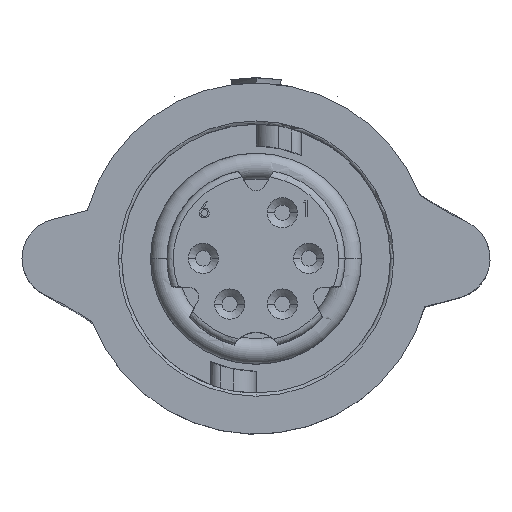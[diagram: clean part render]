
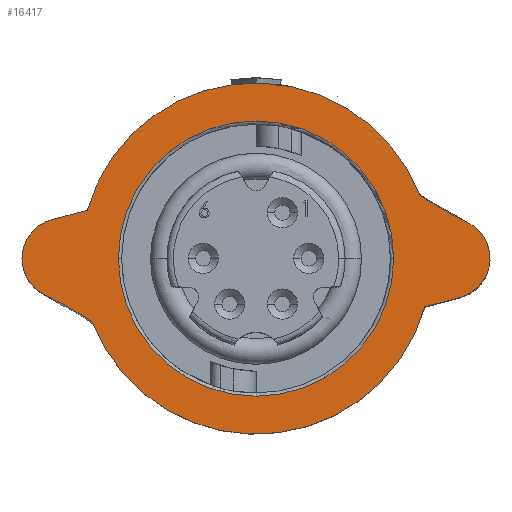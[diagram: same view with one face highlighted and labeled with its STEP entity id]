
A CAD part, top view. The second image highlights one B-rep face of the part: STEP entity #16417.
In plain terms, the highlighted planar face has unit normal (0, 0, 1).
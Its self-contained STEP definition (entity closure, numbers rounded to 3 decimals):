
#416 = CIRCLE ( 'NONE', #6332, 5.436 ) ;
#474 = EDGE_CURVE ( 'NONE', #18477, #19941, #10281, .T. ) ;
#551 = CARTESIAN_POINT ( 'NONE',  ( -8.065, 1.533, 3.734 ) ) ;
#729 = CARTESIAN_POINT ( 'NONE',  ( 0., 0., 3.734 ) ) ;
#866 = AXIS2_PLACEMENT_3D ( 'NONE', #18397, #15780, #5968 ) ;
#1290 = EDGE_LOOP ( 'NONE', ( #14073, #2837, #15726, #19167, #18688, #6523, #1727, #9213, #8153 ) ) ;
#1528 = CARTESIAN_POINT ( 'NONE',  ( 8.065, -1.533, 3.734 ) ) ;
#1727 = ORIENTED_EDGE ( 'NONE', *, *, #10791, .T. ) ;
#2400 = CIRCLE ( 'NONE', #19477, 6.934 ) ;
#2607 = DIRECTION ( 'NONE',  ( -1., 0., 0. ) ) ;
#2837 = ORIENTED_EDGE ( 'NONE', *, *, #16562, .T. ) ;
#2846 = DIRECTION ( 'NONE',  ( 0., 0., -1. ) ) ;
#3177 = CARTESIAN_POINT ( 'NONE',  ( -6.462, -2.516, 3.734 ) ) ;
#3260 = VERTEX_POINT ( 'NONE', #6452 ) ;
#3468 = ORIENTED_EDGE ( 'NONE', *, *, #12408, .T. ) ;
#3722 = DIRECTION ( 'NONE',  ( 0., 0., 1. ) ) ;
#3932 = DIRECTION ( 'NONE',  ( 1., 0., 0. ) ) ;
#4053 = DIRECTION ( 'NONE',  ( 0., 0., 1. ) ) ;
#4152 = AXIS2_PLACEMENT_3D ( 'NONE', #8687, #7161, #16722 ) ;
#5871 = DIRECTION ( 'NONE',  ( 0., 0., 1. ) ) ;
#5968 = DIRECTION ( 'NONE',  ( -1., 0., 0. ) ) ;
#6127 = CIRCLE ( 'NONE', #15968, 1.588 ) ;
#6167 = LINE ( 'NONE', #1528, #8688 ) ;
#6261 = DIRECTION ( 'NONE',  ( 1., 0., 0. ) ) ;
#6332 = AXIS2_PLACEMENT_3D ( 'NONE', #729, #7005, #3932 ) ;
#6452 = CARTESIAN_POINT ( 'NONE',  ( 6.666, -1.908, 3.734 ) ) ;
#6523 = ORIENTED_EDGE ( 'NONE', *, *, #474, .T. ) ;
#7005 = DIRECTION ( 'NONE',  ( 0., 0., -1. ) ) ;
#7014 = CARTESIAN_POINT ( 'NONE',  ( 5.436, 0., 3.734 ) ) ;
#7161 = DIRECTION ( 'NONE',  ( 0., 0., 1. ) ) ;
#7627 = DIRECTION ( 'NONE',  ( -1., 0., 0. ) ) ;
#7715 = CIRCLE ( 'NONE', #10994, 5.436 ) ;
#7792 = DIRECTION ( 'NONE',  ( 0.966, 0.259, 0. ) ) ;
#7854 = FACE_OUTER_BOUND ( 'NONE', #1290, .T. ) ;
#8153 = ORIENTED_EDGE ( 'NONE', *, *, #14309, .T. ) ;
#8687 = CARTESIAN_POINT ( 'NONE',  ( 7.654, 0., 3.734 ) ) ;
#8688 = VECTOR ( 'NONE', #7792, 1000. ) ;
#8781 = CARTESIAN_POINT ( 'NONE',  ( -8.342, -1.431, 3.734 ) ) ;
#9068 = AXIS2_PLACEMENT_3D ( 'NONE', #10512, #4053, #2607 ) ;
#9213 = ORIENTED_EDGE ( 'NONE', *, *, #17110, .T. ) ;
#9265 = CARTESIAN_POINT ( 'NONE',  ( -14.618, -14.478, 3.734 ) ) ;
#9393 = FACE_BOUND ( 'NONE', #16633, .T. ) ;
#9922 = EDGE_CURVE ( 'NONE', #19320, #12652, #416, .T. ) ;
#10047 = CIRCLE ( 'NONE', #866, 14.478 ) ;
#10281 = CIRCLE ( 'NONE', #18498, 14.478 ) ;
#10512 = CARTESIAN_POINT ( 'NONE',  ( 0., 0., 3.734 ) ) ;
#10670 = DIRECTION ( 'NONE',  ( -1., 0., 0. ) ) ;
#10708 = AXIS2_PLACEMENT_3D ( 'NONE', #18868, #2846, #11143 ) ;
#10791 = EDGE_CURVE ( 'NONE', #19941, #3260, #2400, .T. ) ;
#10805 = EDGE_CURVE ( 'NONE', #19276, #17297, #14197, .T. ) ;
#10864 = CARTESIAN_POINT ( 'NONE',  ( 6.462, 2.516, 3.734 ) ) ;
#10875 = CARTESIAN_POINT ( 'NONE',  ( 0., 0., 3.734 ) ) ;
#10994 = AXIS2_PLACEMENT_3D ( 'NONE', #10875, #17154, #6261 ) ;
#11126 = LINE ( 'NONE', #11703, #16632 ) ;
#11143 = DIRECTION ( 'NONE',  ( -1., 0., 0. ) ) ;
#11223 = DIRECTION ( 'NONE',  ( -1., 0., 0. ) ) ;
#11287 = EDGE_CURVE ( 'NONE', #17297, #18477, #6127, .T. ) ;
#11703 = CARTESIAN_POINT ( 'NONE',  ( -8.065, 1.533, 3.734 ) ) ;
#11745 = VERTEX_POINT ( 'NONE', #15579 ) ;
#12408 = EDGE_CURVE ( 'NONE', #12652, #19320, #7715, .T. ) ;
#12652 = VERTEX_POINT ( 'NONE', #15419 ) ;
#13125 = VERTEX_POINT ( 'NONE', #17348 ) ;
#13835 = ORIENTED_EDGE ( 'NONE', *, *, #9922, .T. ) ;
#13958 = CARTESIAN_POINT ( 'NONE',  ( 8.065, -1.533, 3.734 ) ) ;
#14073 = ORIENTED_EDGE ( 'NONE', *, *, #18328, .T. ) ;
#14097 = VERTEX_POINT ( 'NONE', #10864 ) ;
#14100 = DIRECTION ( 'NONE',  ( 0., 0., -1. ) ) ;
#14119 = PLANE ( 'NONE',  #10708 ) ;
#14197 = CIRCLE ( 'NONE', #16836, 1.588 ) ;
#14199 = DIRECTION ( 'NONE',  ( -0.966, -0.259, 0. ) ) ;
#14309 = EDGE_CURVE ( 'NONE', #18763, #11745, #15983, .T. ) ;
#14508 = DIRECTION ( 'NONE',  ( -1., 0., 0. ) ) ;
#14617 = DIRECTION ( 'NONE',  ( 0., 0., 1. ) ) ;
#14669 = CARTESIAN_POINT ( 'NONE',  ( -9.242, 0., 3.734 ) ) ;
#15419 = CARTESIAN_POINT ( 'NONE',  ( -5.436, 0., 3.734 ) ) ;
#15579 = CARTESIAN_POINT ( 'NONE',  ( 8.342, 1.431, 3.734 ) ) ;
#15726 = ORIENTED_EDGE ( 'NONE', *, *, #16812, .T. ) ;
#15780 = DIRECTION ( 'NONE',  ( 0., 0., -1. ) ) ;
#15968 = AXIS2_PLACEMENT_3D ( 'NONE', #17257, #5871, #10670 ) ;
#15983 = CIRCLE ( 'NONE', #4152, 1.587 ) ;
#16417 = ADVANCED_FACE ( 'NONE', ( #9393, #7854 ), #14119, .F. ) ;
#16562 = EDGE_CURVE ( 'NONE', #14097, #13125, #17938, .T. ) ;
#16632 = VECTOR ( 'NONE', #14199, 1000. ) ;
#16633 = EDGE_LOOP ( 'NONE', ( #13835, #3468 ) ) ;
#16722 = DIRECTION ( 'NONE',  ( -1., 0., 0. ) ) ;
#16812 = EDGE_CURVE ( 'NONE', #13125, #19276, #11126, .T. ) ;
#16836 = AXIS2_PLACEMENT_3D ( 'NONE', #17608, #14617, #14508 ) ;
#17110 = EDGE_CURVE ( 'NONE', #3260, #18763, #6167, .T. ) ;
#17154 = DIRECTION ( 'NONE',  ( 0., 0., -1. ) ) ;
#17257 = CARTESIAN_POINT ( 'NONE',  ( -7.654, 0., 3.734 ) ) ;
#17297 = VERTEX_POINT ( 'NONE', #14669 ) ;
#17348 = CARTESIAN_POINT ( 'NONE',  ( -6.666, 1.908, 3.734 ) ) ;
#17608 = CARTESIAN_POINT ( 'NONE',  ( -7.654, 0., 3.734 ) ) ;
#17938 = CIRCLE ( 'NONE', #9068, 6.934 ) ;
#18328 = EDGE_CURVE ( 'NONE', #11745, #14097, #10047, .T. ) ;
#18397 = CARTESIAN_POINT ( 'NONE',  ( 14.618, 14.478, 3.734 ) ) ;
#18477 = VERTEX_POINT ( 'NONE', #8781 ) ;
#18498 = AXIS2_PLACEMENT_3D ( 'NONE', #9265, #14100, #7627 ) ;
#18688 = ORIENTED_EDGE ( 'NONE', *, *, #11287, .T. ) ;
#18763 = VERTEX_POINT ( 'NONE', #13958 ) ;
#18868 = CARTESIAN_POINT ( 'NONE',  ( 0., -6.934, 3.734 ) ) ;
#19150 = CARTESIAN_POINT ( 'NONE',  ( 0., 0., 3.734 ) ) ;
#19167 = ORIENTED_EDGE ( 'NONE', *, *, #10805, .T. ) ;
#19276 = VERTEX_POINT ( 'NONE', #551 ) ;
#19320 = VERTEX_POINT ( 'NONE', #7014 ) ;
#19477 = AXIS2_PLACEMENT_3D ( 'NONE', #19150, #3722, #11223 ) ;
#19941 = VERTEX_POINT ( 'NONE', #3177 ) ;
